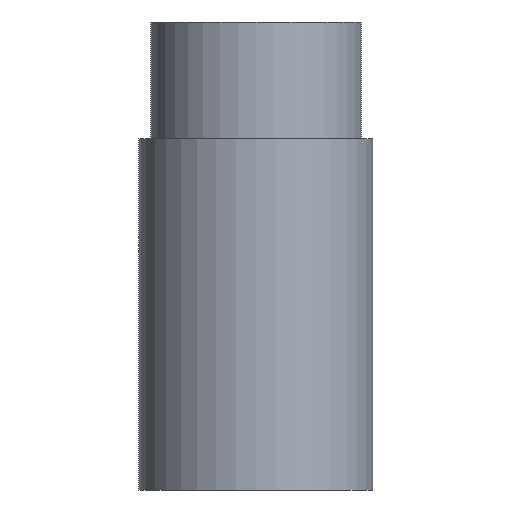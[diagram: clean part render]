
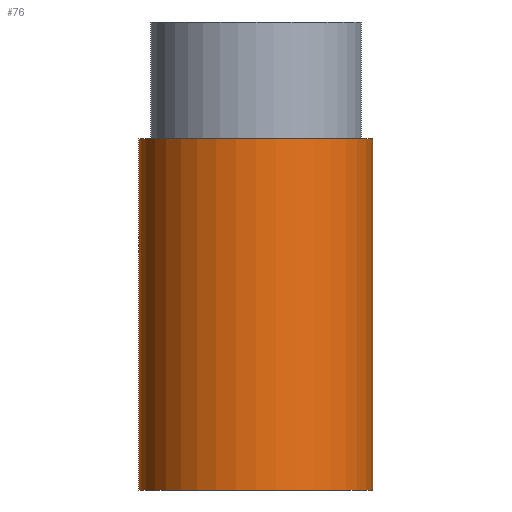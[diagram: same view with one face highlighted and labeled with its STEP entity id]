
A CAD part, front view. The second image highlights one B-rep face of the part: STEP entity #76.
In plain terms, the highlighted cylindrical face has radius 10 mm (diameter 20 mm), a full revolution.
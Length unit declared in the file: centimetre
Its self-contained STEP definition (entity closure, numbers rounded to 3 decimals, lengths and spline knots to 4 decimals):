
#20=FACE_BOUND($,#35,.T.);
#27=FACE_OUTER_BOUND($,#34,.T.);
#34=EDGE_LOOP($,(#64));
#35=EDGE_LOOP($,(#65));
#44=CIRCLE($,#90,1.);
#45=CIRCLE($,#91,1.);
#50=VERTEX_POINT($,#133);
#51=VERTEX_POINT($,#135);
#56=EDGE_CURVE($,#50,#50,#44,.T.);
#57=EDGE_CURVE($,#51,#51,#45,.T.);
#64=ORIENTED_EDGE($,*,*,#56,.F.);
#65=ORIENTED_EDGE($,*,*,#57,.F.);
#72=CYLINDRICAL_SURFACE($,#89,1.);
#76=ADVANCED_FACE($,(#27,#20),#72,.T.);
#89=AXIS2_PLACEMENT_3D($,#132,#110,#111);
#90=AXIS2_PLACEMENT_3D($,#134,#112,#113);
#91=AXIS2_PLACEMENT_3D($,#136,#114,#115);
#110=DIRECTION('center_axis',(0.,0.,1.));
#111=DIRECTION('ref_axis',(1.,0.,0.));
#112=DIRECTION('center_axis',(0.,0.,-1.));
#113=DIRECTION('ref_axis',(1.,0.,0.));
#114=DIRECTION('center_axis',(0.,0.,1.));
#115=DIRECTION('ref_axis',(1.,0.,0.));
#132=CARTESIAN_POINT('Origin',(-7.,8.,1.5));
#133=CARTESIAN_POINT('',(-6.,8.,0.));
#134=CARTESIAN_POINT('Origin',(-7.,8.,0.));
#135=CARTESIAN_POINT('',(-6.,8.,3.));
#136=CARTESIAN_POINT('Origin',(-7.,8.,3.));
